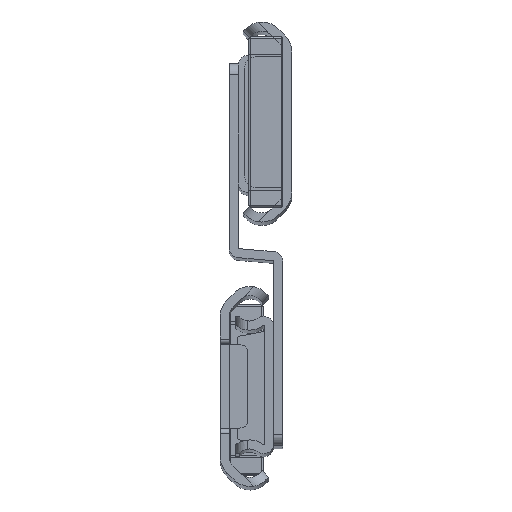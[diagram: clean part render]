
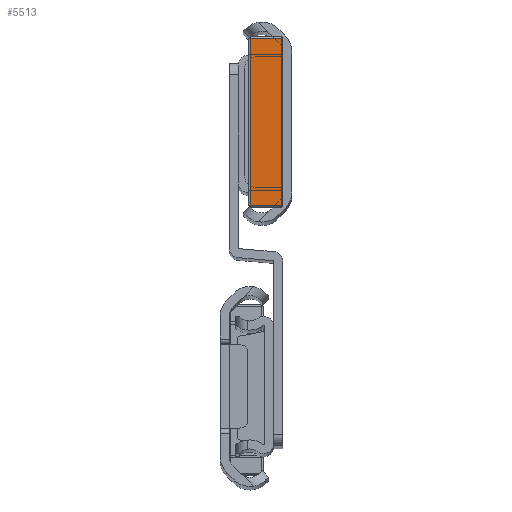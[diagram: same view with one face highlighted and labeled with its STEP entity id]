
A CAD part, top view. The second image highlights one B-rep face of the part: STEP entity #5513.
In plain terms, the highlighted planar face has unit normal (0, 0, 1).
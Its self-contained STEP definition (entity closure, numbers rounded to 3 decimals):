
#12 = CARTESIAN_POINT ( 'NONE',  ( -14.8, 6., 3.25 ) ) ;
#24 = DIRECTION ( 'NONE',  ( -1., 0., 0. ) ) ;
#392 = ORIENTED_EDGE ( 'NONE', *, *, #5479, .T. ) ;
#433 = LINE ( 'NONE', #1336, #1081 ) ;
#526 = VERTEX_POINT ( 'NONE', #1138 ) ;
#735 = VERTEX_POINT ( 'NONE', #6009 ) ;
#906 = LINE ( 'NONE', #12, #2838 ) ;
#1081 = VECTOR ( 'NONE', #3317, 1000. ) ;
#1138 = CARTESIAN_POINT ( 'NONE',  ( 14.8, 5.8, 3.25 ) ) ;
#1267 = VECTOR ( 'NONE', #6000, 1000. ) ;
#1304 = EDGE_CURVE ( 'NONE', #735, #526, #6170, .T. ) ;
#1310 = CARTESIAN_POINT ( 'NONE',  ( -14.8, 0.2, 3.25 ) ) ;
#1336 = CARTESIAN_POINT ( 'NONE',  ( -15., 0.2, 3.25 ) ) ;
#1341 = DIRECTION ( 'NONE',  ( -1., 0., 0. ) ) ;
#1374 = FACE_OUTER_BOUND ( 'NONE', #3267, .T. ) ;
#1405 = PLANE ( 'NONE',  #5454 ) ;
#1452 = LINE ( 'NONE', #4777, #4529 ) ;
#1593 = VERTEX_POINT ( 'NONE', #1310 ) ;
#1803 = CARTESIAN_POINT ( 'NONE',  ( -14.8, 5.8, 3.25 ) ) ;
#1976 = EDGE_CURVE ( 'NONE', #1593, #735, #433, .T. ) ;
#2410 = VERTEX_POINT ( 'NONE', #1803 ) ;
#2838 = VECTOR ( 'NONE', #5683, 1000. ) ;
#2889 = DIRECTION ( 'NONE',  ( 0., 0., -1. ) ) ;
#3197 = ORIENTED_EDGE ( 'NONE', *, *, #1304, .T. ) ;
#3267 = EDGE_LOOP ( 'NONE', ( #3758, #392, #6135, #3197 ) ) ;
#3317 = DIRECTION ( 'NONE',  ( 1., 0., 0. ) ) ;
#3758 = ORIENTED_EDGE ( 'NONE', *, *, #4552, .T. ) ;
#3823 = CARTESIAN_POINT ( 'NONE',  ( -15., 6., 3.25 ) ) ;
#4074 = CARTESIAN_POINT ( 'NONE',  ( 14.8, 6., 3.25 ) ) ;
#4529 = VECTOR ( 'NONE', #24, 1000. ) ;
#4552 = EDGE_CURVE ( 'NONE', #526, #2410, #1452, .T. ) ;
#4777 = CARTESIAN_POINT ( 'NONE',  ( -15., 5.8, 3.25 ) ) ;
#5454 = AXIS2_PLACEMENT_3D ( 'NONE', #3823, #2889, #1341 ) ;
#5479 = EDGE_CURVE ( 'NONE', #2410, #1593, #906, .T. ) ;
#5513 = ADVANCED_FACE ( 'NONE', ( #1374 ), #1405, .F. ) ;
#5683 = DIRECTION ( 'NONE',  ( 0., -1., 0. ) ) ;
#6000 = DIRECTION ( 'NONE',  ( 0., 1., 0. ) ) ;
#6009 = CARTESIAN_POINT ( 'NONE',  ( 14.8, 0.2, 3.25 ) ) ;
#6135 = ORIENTED_EDGE ( 'NONE', *, *, #1976, .T. ) ;
#6170 = LINE ( 'NONE', #4074, #1267 ) ;
